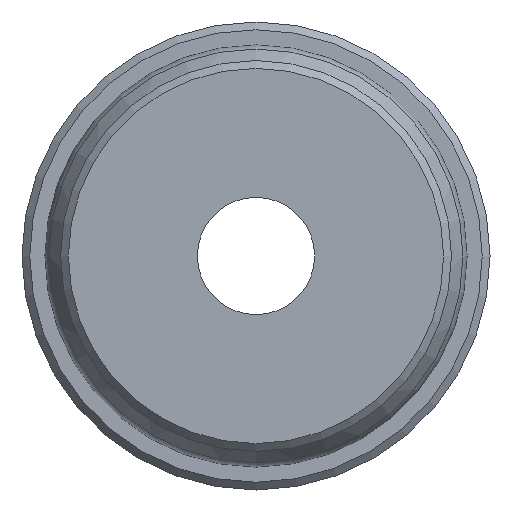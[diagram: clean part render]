
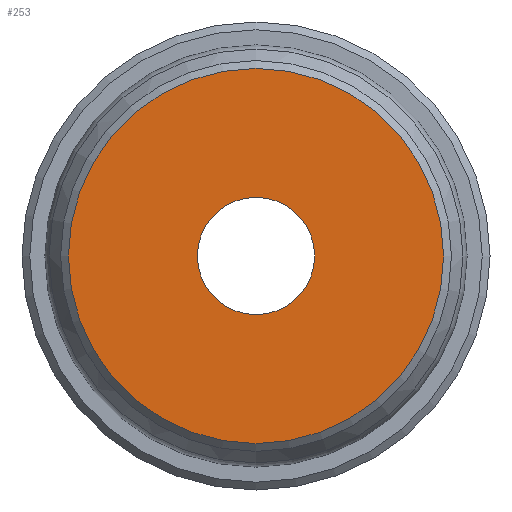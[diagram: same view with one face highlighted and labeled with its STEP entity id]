
A CAD part, left-side view. The second image highlights one B-rep face of the part: STEP entity #253.
In plain terms, the highlighted planar face has unit normal (-1, 0, 0).
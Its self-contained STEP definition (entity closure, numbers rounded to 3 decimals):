
#19=FACE_BOUND('',#91,.T.);
#24=PLANE('',#306);
#69=FACE_OUTER_BOUND('',#90,.T.);
#90=EDGE_LOOP('',(#227));
#91=EDGE_LOOP('',(#228));
#115=CIRCLE('',#305,24.);
#116=CIRCLE('',#307,7.5);
#136=VERTEX_POINT('',#464);
#137=VERTEX_POINT('',#468);
#166=EDGE_CURVE('',#136,#136,#115,.T.);
#168=EDGE_CURVE('',#137,#137,#116,.T.);
#227=ORIENTED_EDGE('',*,*,#166,.F.);
#228=ORIENTED_EDGE('',*,*,#168,.T.);
#253=ADVANCED_FACE('',(#69,#19),#24,.T.);
#305=AXIS2_PLACEMENT_3D('',#465,#389,#390);
#306=AXIS2_PLACEMENT_3D('',#467,#392,#393);
#307=AXIS2_PLACEMENT_3D('',#469,#394,#395);
#389=DIRECTION('center_axis',(1.,0.,0.));
#390=DIRECTION('ref_axis',(0.,0.,-1.));
#392=DIRECTION('center_axis',(-1.,0.,0.));
#393=DIRECTION('ref_axis',(0.,0.,1.));
#394=DIRECTION('center_axis',(1.,0.,0.));
#395=DIRECTION('ref_axis',(0.,1.,0.));
#464=CARTESIAN_POINT('',(0.,0.,24.));
#465=CARTESIAN_POINT('Origin',(0.,0.,0.));
#467=CARTESIAN_POINT('Origin',(0.,0.,0.));
#468=CARTESIAN_POINT('',(0.,-7.5,0.));
#469=CARTESIAN_POINT('Origin',(0.,0.,0.));
